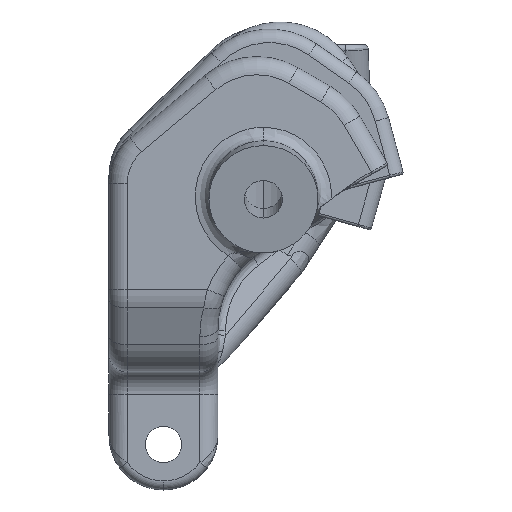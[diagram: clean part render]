
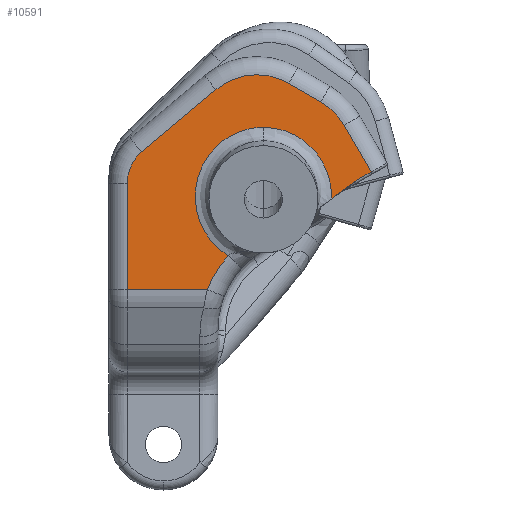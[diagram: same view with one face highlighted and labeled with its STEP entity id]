
A CAD part, left-side view. The second image highlights one B-rep face of the part: STEP entity #10591.
In plain terms, the highlighted planar face has unit normal (-1, 0, 0).
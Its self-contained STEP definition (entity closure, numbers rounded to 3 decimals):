
#47 = DIRECTION ( 'NONE',  ( 0., 0., -1. ) ) ;
#49 = ORIENTED_EDGE ( 'NONE', *, *, #3667, .T. ) ;
#134 = CARTESIAN_POINT ( 'NONE',  ( -16., -18.495, 22.03 ) ) ;
#168 = LINE ( 'NONE', #4876, #6763 ) ;
#223 = CARTESIAN_POINT ( 'NONE',  ( -16., 6., 12.046 ) ) ;
#261 = PLANE ( 'NONE',  #2431 ) ;
#337 = CARTESIAN_POINT ( 'NONE',  ( -16., -13.778, 34.77 ) ) ;
#362 = AXIS2_PLACEMENT_3D ( 'NONE', #3965, #973, #47 ) ;
#448 = ORIENTED_EDGE ( 'NONE', *, *, #9628, .T. ) ;
#820 = CARTESIAN_POINT ( 'NONE',  ( -16., 0.929, 20.712 ) ) ;
#833 = CARTESIAN_POINT ( 'NONE',  ( -16., 4.399, 9.273 ) ) ;
#973 = DIRECTION ( 'NONE',  ( 1., 0., 0. ) ) ;
#987 = CIRCLE ( 'NONE', #10467, 7. ) ;
#1184 = CIRCLE ( 'NONE', #10114, 7. ) ;
#1230 = VECTOR ( 'NONE', #10111, 1000. ) ;
#1315 = VERTEX_POINT ( 'NONE', #7666 ) ;
#1341 = CARTESIAN_POINT ( 'NONE',  ( -16., -19.521, 22.794 ) ) ;
#1389 = CARTESIAN_POINT ( 'NONE',  ( -16., -5.778, 34.07 ) ) ;
#1527 = DIRECTION ( 'NONE',  ( 0., 0., -1. ) ) ;
#1928 = LINE ( 'NONE', #3666, #9260 ) ;
#1967 = CARTESIAN_POINT ( 'NONE',  ( -16., 4., 23.767 ) ) ;
#2083 = FACE_OUTER_BOUND ( 'NONE', #5989, .T. ) ;
#2199 = EDGE_CURVE ( 'NONE', #3128, #11927, #987, .T. ) ;
#2299 = LINE ( 'NONE', #8338, #4659 ) ;
#2321 = CARTESIAN_POINT ( 'NONE',  ( -16., -11., 29.916 ) ) ;
#2344 = DIRECTION ( 'NONE',  ( 0., 0., -1. ) ) ;
#2431 = AXIS2_PLACEMENT_3D ( 'NONE', #223, #4917, #10439 ) ;
#2443 = DIRECTION ( 'NONE',  ( -1., 0., 0. ) ) ;
#2780 = VERTEX_POINT ( 'NONE', #337 ) ;
#2947 = CARTESIAN_POINT ( 'NONE',  ( -16., -21.242, 24.076 ) ) ;
#2953 = VECTOR ( 'NONE', #10174, 1000. ) ;
#3015 = CARTESIAN_POINT ( 'NONE',  ( -16., -15.518, 29.916 ) ) ;
#3064 = VERTEX_POINT ( 'NONE', #2321 ) ;
#3128 = VERTEX_POINT ( 'NONE', #10665 ) ;
#3220 = EDGE_CURVE ( 'NONE', #9278, #3128, #5523, .T. ) ;
#3394 =( BOUNDED_CURVE ( )  B_SPLINE_CURVE ( 3, ( #9286, #820, #10248, #12033 ),
 .UNSPECIFIED., .F., .F. ) 
 B_SPLINE_CURVE_WITH_KNOTS ( ( 4, 4 ),
 ( 3.684, 6.283 ),
 .UNSPECIFIED. ) 
 CURVE ( )  GEOMETRIC_REPRESENTATION_ITEM ( )  RATIONAL_B_SPLINE_CURVE ( ( 1., 0.512, 0.512, 1. ) ) 
 REPRESENTATION_ITEM ( '' )  );
#3666 = CARTESIAN_POINT ( 'NONE',  ( -16., 6., 12.046 ) ) ;
#3667 = EDGE_CURVE ( 'NONE', #11927, #2780, #2299, .T. ) ;
#3845 = LINE ( 'NONE', #833, #2953 ) ;
#3965 = CARTESIAN_POINT ( 'NONE',  ( -16., -16., 7.7 ) ) ;
#3968 = CARTESIAN_POINT ( 'NONE',  ( -16., -11., 29.916 ) ) ;
#4181 = VERTEX_POINT ( 'NONE', #8660 ) ;
#4537 = DIRECTION ( 'NONE',  ( -1., 0., 0. ) ) ;
#4559 = EDGE_CURVE ( 'NONE', #3064, #4945, #6395, .T. ) ;
#4639 = CARTESIAN_POINT ( 'NONE',  ( -16., -17.325, 32.722 ) ) ;
#4659 = VECTOR ( 'NONE', #7425, 1000. ) ;
#4831 = EDGE_CURVE ( 'NONE', #4181, #5717, #11682, .T. ) ;
#4876 = CARTESIAN_POINT ( 'NONE',  ( -16., 2.393, 27.214 ) ) ;
#4917 = DIRECTION ( 'NONE',  ( 1., 0., 0. ) ) ;
#4945 = VERTEX_POINT ( 'NONE', #8489 ) ;
#5143 = EDGE_CURVE ( 'NONE', #4945, #11448, #8560, .T. ) ;
#5238 = CARTESIAN_POINT ( 'NONE',  ( -16., -0.5, 23.767 ) ) ;
#5335 = CIRCLE ( 'NONE', #362, 12. ) ;
#5523 = LINE ( 'NONE', #7161, #6389 ) ;
#5717 = VERTEX_POINT ( 'NONE', #1967 ) ;
#5760 = CARTESIAN_POINT ( 'NONE',  ( -16., -18.655, 26.615 ) ) ;
#5811 = CARTESIAN_POINT ( 'NONE',  ( -16., -4.815, 12.046 ) ) ;
#5989 = EDGE_LOOP ( 'NONE', ( #8241, #11452, #6879, #11014, #49, #7362, #8382, #9605, #8080, #7635, #448, #10015, #6976 ) ) ;
#6220 = LINE ( 'NONE', #11064, #1230 ) ;
#6389 = VECTOR ( 'NONE', #8116, 1000. ) ;
#6395 =( BOUNDED_CURVE ( )  B_SPLINE_CURVE ( 3, ( #3968, #3015, #5760, #134 ),
 .UNSPECIFIED., .F., .F. ) 
 B_SPLINE_CURVE_WITH_KNOTS ( ( 4, 4 ),
 ( 0., 1.606 ),
 .UNSPECIFIED. ) 
 CURVE ( )  GEOMETRIC_REPRESENTATION_ITEM ( )  RATIONAL_B_SPLINE_CURVE ( ( 1., 0.796, 0.796, 1. ) ) 
 REPRESENTATION_ITEM ( '' )  );
#6400 = VERTEX_POINT ( 'NONE', #1389 ) ;
#6581 = EDGE_CURVE ( 'NONE', #1315, #3064, #3394, .T. ) ;
#6763 = VECTOR ( 'NONE', #8630, 1000. ) ;
#6879 = ORIENTED_EDGE ( 'NONE', *, *, #3220, .T. ) ;
#6976 = ORIENTED_EDGE ( 'NONE', *, *, #4559, .T. ) ;
#6988 = CARTESIAN_POINT ( 'NONE',  ( -16., -10.278, 28.708 ) ) ;
#7161 = CARTESIAN_POINT ( 'NONE',  ( -16., -19.887, 30.16 ) ) ;
#7342 = DIRECTION ( 'NONE',  ( 0., 0., -1. ) ) ;
#7362 = ORIENTED_EDGE ( 'NONE', *, *, #7935, .T. ) ;
#7365 = DIRECTION ( 'NONE',  ( 0., -1., 0. ) ) ;
#7425 = DIRECTION ( 'NONE',  ( 0., 0.866, 0.5 ) ) ;
#7526 = EDGE_CURVE ( 'NONE', #11448, #9278, #3845, .T. ) ;
#7635 = ORIENTED_EDGE ( 'NONE', *, *, #10358, .T. ) ;
#7643 = VERTEX_POINT ( 'NONE', #10215 ) ;
#7666 = CARTESIAN_POINT ( 'NONE',  ( -16., -7.126, 15.779 ) ) ;
#7835 = VECTOR ( 'NONE', #11606, 1000. ) ;
#7935 = EDGE_CURVE ( 'NONE', #2780, #6400, #1184, .T. ) ;
#7946 = DIRECTION ( 'NONE',  ( -1., 0., 0. ) ) ;
#8080 = ORIENTED_EDGE ( 'NONE', *, *, #9359, .T. ) ;
#8116 = DIRECTION ( 'NONE',  ( 0., 0.5, 0.866 ) ) ;
#8135 = AXIS2_PLACEMENT_3D ( 'NONE', #5238, #2443, #1527 ) ;
#8241 = ORIENTED_EDGE ( 'NONE', *, *, #5143, .T. ) ;
#8338 = CARTESIAN_POINT ( 'NONE',  ( -16., -13.778, 34.77 ) ) ;
#8382 = ORIENTED_EDGE ( 'NONE', *, *, #10610, .T. ) ;
#8489 = CARTESIAN_POINT ( 'NONE',  ( -16., -18.495, 22.03 ) ) ;
#8560 = LINE ( 'NONE', #1341, #7835 ) ;
#8630 = DIRECTION ( 'NONE',  ( 0., 0.766, -0.643 ) ) ;
#8660 = CARTESIAN_POINT ( 'NONE',  ( -16., 2.393, 27.214 ) ) ;
#8830 = CARTESIAN_POINT ( 'NONE',  ( -16., -22.86, 25.011 ) ) ;
#9092 = CARTESIAN_POINT ( 'NONE',  ( -16., -13.825, 26.66 ) ) ;
#9260 = VECTOR ( 'NONE', #7365, 1000. ) ;
#9278 = VERTEX_POINT ( 'NONE', #8830 ) ;
#9286 = CARTESIAN_POINT ( 'NONE',  ( -16., -7.126, 15.779 ) ) ;
#9359 = EDGE_CURVE ( 'NONE', #5717, #7643, #6220, .T. ) ;
#9605 = ORIENTED_EDGE ( 'NONE', *, *, #4831, .T. ) ;
#9628 = EDGE_CURVE ( 'NONE', #10645, #1315, #5335, .T. ) ;
#10015 = ORIENTED_EDGE ( 'NONE', *, *, #6581, .T. ) ;
#10111 = DIRECTION ( 'NONE',  ( 0., 0., -1. ) ) ;
#10114 = AXIS2_PLACEMENT_3D ( 'NONE', #6988, #7946, #2344 ) ;
#10174 = DIRECTION ( 'NONE',  ( 0., -0.866, 0.5 ) ) ;
#10215 = CARTESIAN_POINT ( 'NONE',  ( -16., 4., 12.046 ) ) ;
#10248 = CARTESIAN_POINT ( 'NONE',  ( -16., -1.592, 29.916 ) ) ;
#10358 = EDGE_CURVE ( 'NONE', #7643, #10645, #1928, .T. ) ;
#10439 = DIRECTION ( 'NONE',  ( 0., 0., -1. ) ) ;
#10467 = AXIS2_PLACEMENT_3D ( 'NONE', #9092, #4537, #7342 ) ;
#10591 = ADVANCED_FACE ( 'NONE', ( #2083 ), #261, .F. ) ;
#10610 = EDGE_CURVE ( 'NONE', #6400, #4181, #168, .T. ) ;
#10645 = VERTEX_POINT ( 'NONE', #5811 ) ;
#10665 = CARTESIAN_POINT ( 'NONE',  ( -16., -19.887, 30.16 ) ) ;
#11014 = ORIENTED_EDGE ( 'NONE', *, *, #2199, .T. ) ;
#11064 = CARTESIAN_POINT ( 'NONE',  ( -16., 4., 12.046 ) ) ;
#11448 = VERTEX_POINT ( 'NONE', #2947 ) ;
#11452 = ORIENTED_EDGE ( 'NONE', *, *, #7526, .T. ) ;
#11606 = DIRECTION ( 'NONE',  ( 0., -0.802, 0.597 ) ) ;
#11682 = CIRCLE ( 'NONE', #8135, 4.5 ) ;
#11927 = VERTEX_POINT ( 'NONE', #4639 ) ;
#12033 = CARTESIAN_POINT ( 'NONE',  ( -16., -11., 29.916 ) ) ;
